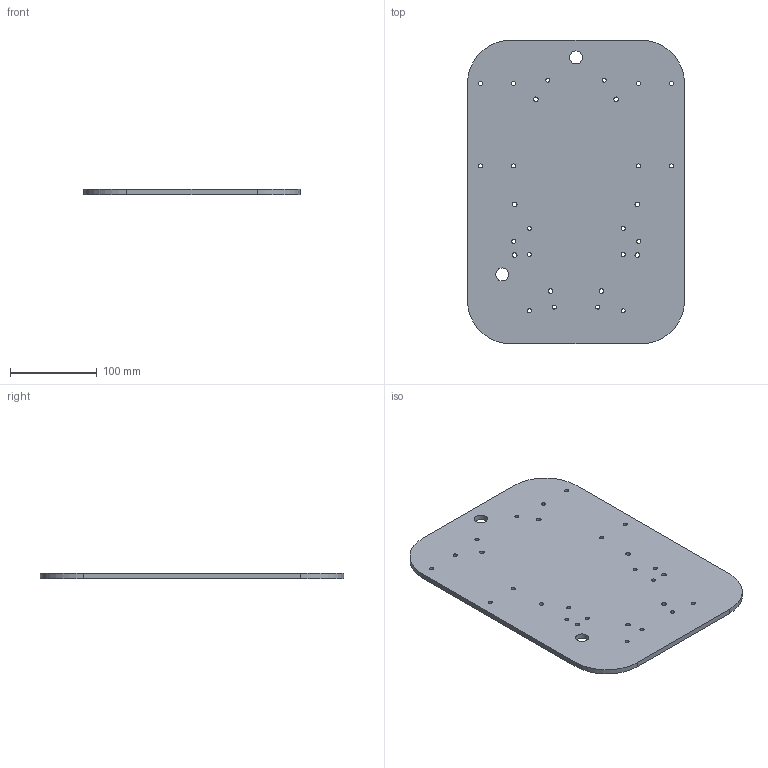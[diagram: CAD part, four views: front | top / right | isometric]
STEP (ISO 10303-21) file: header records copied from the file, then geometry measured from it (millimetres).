
FILE_DESCRIPTION(/* description */ (''),/* implementation_level */ '2;1');
FILE_NAME(/* name */ 'New_Sled v54.step',/* time_stamp */ '2024-03-14T23:20:17Z',/* author */ (''),/* organization */ (''),/* preprocessor_version */ 'ST-DEVELOPER v20',/* originating_system */ 'Autodesk Translation Framework v12.20.1.177',/* authorisation */ '');
FILE_SCHEMA (('AUTOMOTIVE_DESIGN { 1 0 10303 214 3 1 1 }'));
Length unit declared in the file: millimetre
Products named in the file (1): New_Sled
Bounding box: 250 x 350 x 6 mm (x, y, z)
Volume: 506862.4 mm3; surface area: 178775.7 mm2
Topology: 1 solids, 1 shells, 40 faces, 114 edges, 76 vertices
Faces by surface type: cylinder 34, plane 6
Full cylindrical faces by diameter (mm): 4.7 x20, 5.3 x8, 15 x2
Entity records: 1499 total; most frequent: DIRECTION 264, CARTESIAN_POINT 231, ORIENTED_EDGE 228, EDGE_CURVE 114, AXIS2_PLACEMENT_3D 109, EDGE_LOOP 100, VERTEX_POINT 76, CIRCLE 68
